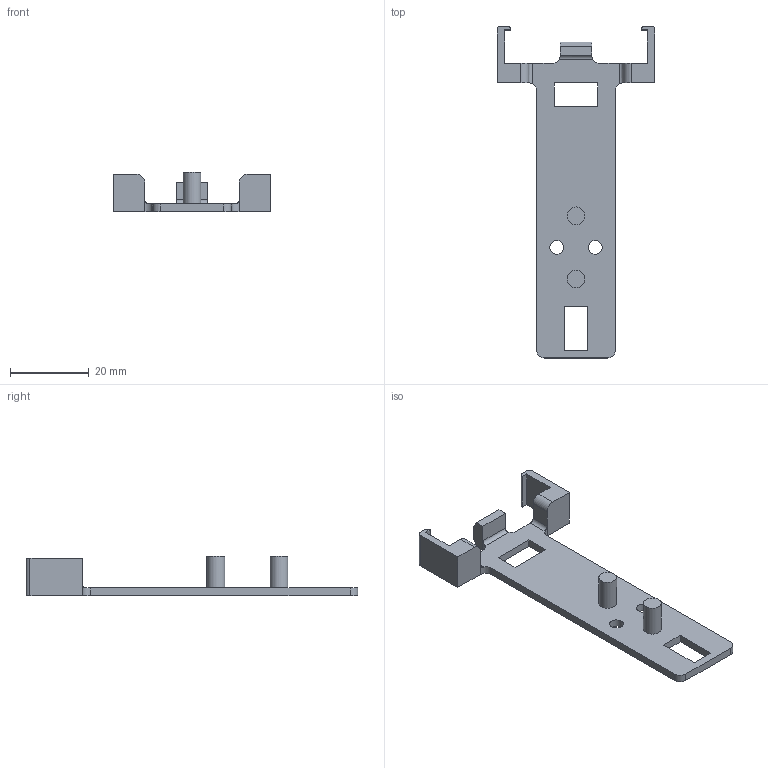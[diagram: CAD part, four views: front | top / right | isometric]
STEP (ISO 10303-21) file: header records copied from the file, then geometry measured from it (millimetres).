
FILE_DESCRIPTION(/* description */ (''),/* implementation_level */ '2;1');
FILE_NAME(/* name */ 'Hex mounting bracket v16.step',/* time_stamp */ '2021-07-27T19:55:06-04:00',/* author */ (''),/* organization */ (''),/* preprocessor_version */ 'ST-DEVELOPER v18.1',/* originating_system */ 'Autodesk Translation Framework v10.9.0.1377',/* authorisation */ '');
FILE_SCHEMA (('AUTOMOTIVE_DESIGN { 1 0 10303 214 3 1 1 }'));
Length unit declared in the file: millimetre
Products named in the file (1): Hex mounting bracket
Bounding box: 40 x 84.1 x 10 mm (x, y, z)
Volume: 4313.4 mm3; surface area: 4806.6 mm2
Topology: 1 solids, 1 shells, 57 faces, 155 edges, 102 vertices
Faces by surface type: plane 38, cylinder 19
Full cylindrical faces by diameter (mm): 3.5 x2, 4.5 x2
Entity records: 1875 total; most frequent: CARTESIAN_POINT 351, ORIENTED_EDGE 310, DIRECTION 301, EDGE_CURVE 155, LINE 117, VECTOR 117, VERTEX_POINT 102, AXIS2_PLACEMENT_3D 92
